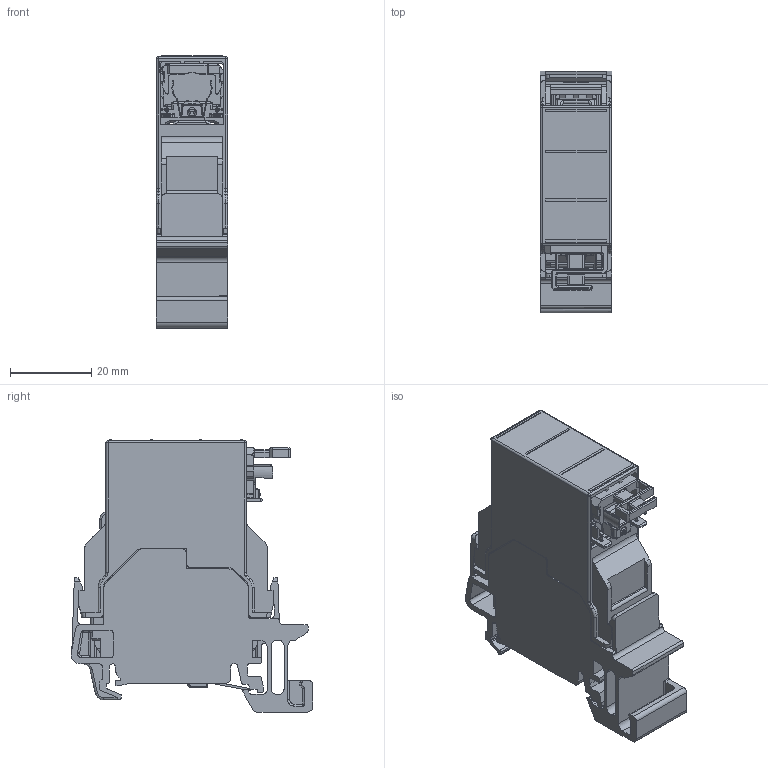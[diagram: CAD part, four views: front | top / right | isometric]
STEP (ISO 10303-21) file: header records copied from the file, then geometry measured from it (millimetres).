
FILE_DESCRIPTION(('CATIA V5 STEP Exchange','CAx-IF Rec.Pracs.--- Model Styling and Organization---1.4--- 2014-01-23'),'2;1');
FILE_NAME ('033007-3_2', '2020-06-10T06:36:13+00:00', ('none'), ('Weidmueller'), 'CATIA Version 5-6 Release 2016 SP3 HF44', 'CATIA V5 STEP AP214', 'none');
FILE_SCHEMA(('AUTOMOTIVE_DESIGN { 1 0 10303 214 1 1 1 1 }'));
Products named in the file (1): 8946950000
Bounding box: 17.5 x 59.55 x 67.05 mm (x, y, z)
Volume: 32408 mm3; surface area: 33828.5 mm2
Topology: 6 solids, 6 shells, 1632 faces, 4510 edges, 2842 vertices
Faces by surface type: plane 931, cylinder 510, torus 91, bspline 51, cone 32, sphere 15, extrusion 2
Entity records: 55749 total; most frequent: CARTESIAN_POINT 16378, ORIENTED_EDGE 8958, DIRECTION 6810, EDGE_CURVE 4479, VECTOR 3157, LINE 3155, VERTEX_POINT 2840, AXIS2_PLACEMENT_3D 2092
